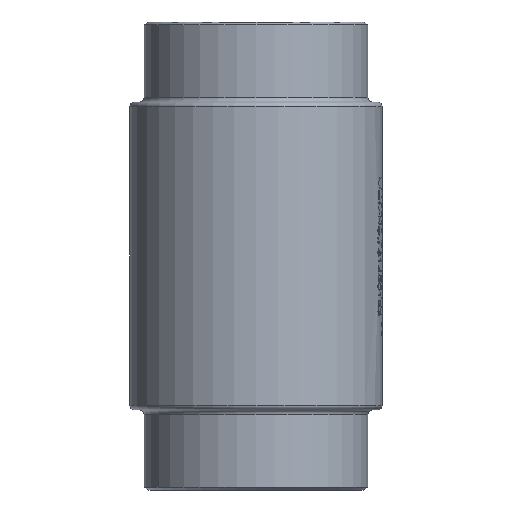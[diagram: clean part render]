
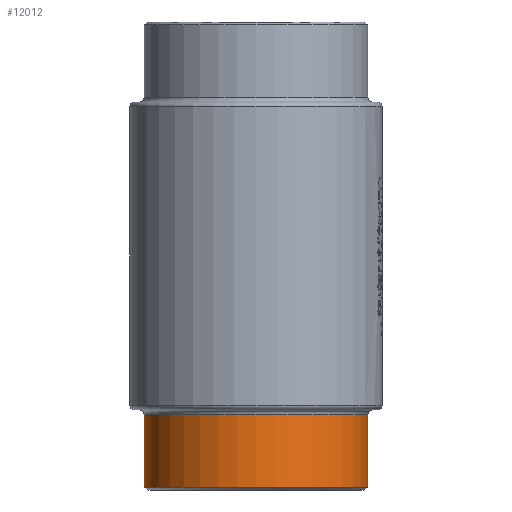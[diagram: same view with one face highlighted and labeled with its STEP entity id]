
A CAD part, front view. The second image highlights one B-rep face of the part: STEP entity #12012.
In plain terms, the highlighted cylindrical face has radius 69.85 mm (diameter 139.7 mm), a partial arc.
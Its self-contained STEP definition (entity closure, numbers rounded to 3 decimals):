
#1191 = EDGE_CURVE ( 'NONE', #21289, #13796, #19713, .T. ) ;
#2708 = AXIS2_PLACEMENT_3D ( 'NONE', #22875, #5484, #25009 ) ;
#3689 = CARTESIAN_POINT ( 'NONE',  ( 69.85, 0., -245. ) ) ;
#5484 = DIRECTION ( 'NONE',  ( 0., 0., -1. ) ) ;
#6532 = VERTEX_POINT ( 'NONE', #17721 ) ;
#6615 = CARTESIAN_POINT ( 'NONE',  ( -69.85, 0., -292. ) ) ;
#6737 = DIRECTION ( 'NONE',  ( 0., 0., -1. ) ) ;
#7047 = AXIS2_PLACEMENT_3D ( 'NONE', #22130, #6737, #15410 ) ;
#8425 = CIRCLE ( 'NONE', #7047, 69.85 ) ;
#9112 = VECTOR ( 'NONE', #13427, 1000. ) ;
#9542 = ORIENTED_EDGE ( 'NONE', *, *, #1191, .T. ) ;
#11042 = DIRECTION ( 'NONE',  ( 0., 0., 1. ) ) ;
#11179 = CARTESIAN_POINT ( 'NONE',  ( 0., 0., -290.268 ) ) ;
#11185 = EDGE_CURVE ( 'NONE', #16712, #21289, #8425, .T. ) ;
#11889 = CYLINDRICAL_SURFACE ( 'NONE', #2708, 69.85 ) ;
#12012 = ADVANCED_FACE ( 'NONE', ( #18454 ), #11889, .T. ) ;
#12020 = DIRECTION ( 'NONE',  ( 0., 0., -1. ) ) ;
#12332 = VECTOR ( 'NONE', #12020, 1000. ) ;
#12402 = EDGE_LOOP ( 'NONE', ( #27468, #9542, #22910, #20395 ) ) ;
#12907 = DIRECTION ( 'NONE',  ( 1., 0., 0. ) ) ;
#13427 = DIRECTION ( 'NONE',  ( 0., 0., -1. ) ) ;
#13796 = VERTEX_POINT ( 'NONE', #21869 ) ;
#15410 = DIRECTION ( 'NONE',  ( 1., 0., 0. ) ) ;
#16712 = VERTEX_POINT ( 'NONE', #3689 ) ;
#17721 = CARTESIAN_POINT ( 'NONE',  ( 69.85, 0., -290.268 ) ) ;
#17743 = EDGE_CURVE ( 'NONE', #13796, #6532, #26886, .T. ) ;
#17907 = EDGE_CURVE ( 'NONE', #16712, #6532, #22867, .T. ) ;
#18454 = FACE_OUTER_BOUND ( 'NONE', #12402, .T. ) ;
#18581 = CARTESIAN_POINT ( 'NONE',  ( 69.85, 0., -292. ) ) ;
#18715 = AXIS2_PLACEMENT_3D ( 'NONE', #11179, #11042, #12907 ) ;
#19713 = LINE ( 'NONE', #6615, #9112 ) ;
#20395 = ORIENTED_EDGE ( 'NONE', *, *, #17907, .F. ) ;
#21289 = VERTEX_POINT ( 'NONE', #24289 ) ;
#21869 = CARTESIAN_POINT ( 'NONE',  ( -69.85, 0., -290.268 ) ) ;
#22130 = CARTESIAN_POINT ( 'NONE',  ( 0., 0., -245. ) ) ;
#22867 = LINE ( 'NONE', #18581, #12332 ) ;
#22875 = CARTESIAN_POINT ( 'NONE',  ( 0., 0., -292. ) ) ;
#22910 = ORIENTED_EDGE ( 'NONE', *, *, #17743, .T. ) ;
#24289 = CARTESIAN_POINT ( 'NONE',  ( -69.85, 0., -245. ) ) ;
#25009 = DIRECTION ( 'NONE',  ( 1., 0., 0. ) ) ;
#26886 = CIRCLE ( 'NONE', #18715, 69.85 ) ;
#27468 = ORIENTED_EDGE ( 'NONE', *, *, #11185, .T. ) ;
